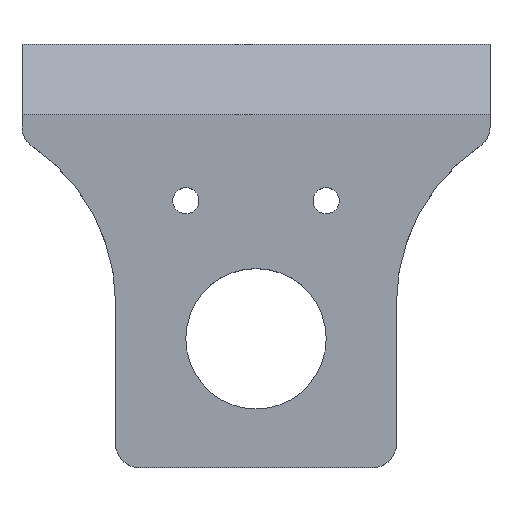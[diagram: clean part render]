
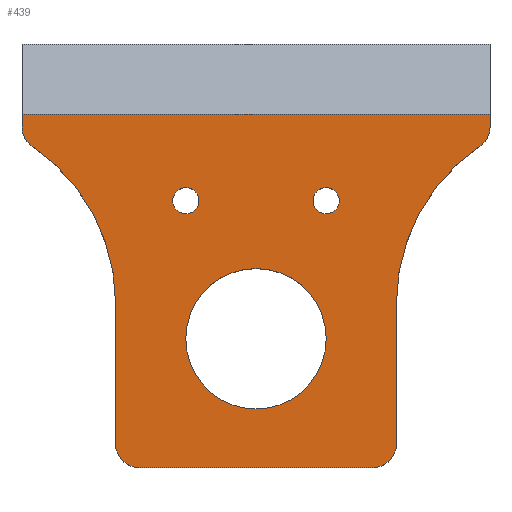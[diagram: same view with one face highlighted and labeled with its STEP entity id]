
A CAD part, top view. The second image highlights one B-rep face of the part: STEP entity #439.
In plain terms, the highlighted planar face has unit normal (0, 0, 1).
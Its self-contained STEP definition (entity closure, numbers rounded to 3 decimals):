
#90=CARTESIAN_POINT('',(0.,-5.266,-0.15));
#91=DIRECTION('',(0.,0.,1.));
#92=DIRECTION('',(0.,1.,0.));
#93=AXIS2_PLACEMENT_3D('',#90,#91,#92);
#95=CARTESIAN_POINT('',(0.,-5.266,-0.15));
#96=DIRECTION('',(0.,0.,1.));
#97=DIRECTION('',(0.,-1.,0.));
#98=AXIS2_PLACEMENT_3D('',#95,#96,#97);
#100=CARTESIAN_POINT('',(-1.5,-2.316,-0.15));
#101=DIRECTION('',(0.,0.,1.));
#102=DIRECTION('',(0.,1.,0.));
#103=AXIS2_PLACEMENT_3D('',#100,#101,#102);
#105=CARTESIAN_POINT('',(-1.5,-2.316,-0.15));
#106=DIRECTION('',(0.,0.,1.));
#107=DIRECTION('',(0.,-1.,0.));
#108=AXIS2_PLACEMENT_3D('',#105,#106,#107);
#110=CARTESIAN_POINT('',(1.5,-2.316,-0.15));
#111=DIRECTION('',(0.,0.,1.));
#112=DIRECTION('',(0.,1.,0.));
#113=AXIS2_PLACEMENT_3D('',#110,#111,#112);
#115=CARTESIAN_POINT('',(1.5,-2.316,-0.15));
#116=DIRECTION('',(0.,0.,1.));
#117=DIRECTION('',(0.,-1.,0.));
#118=AXIS2_PLACEMENT_3D('',#115,#116,#117);
#120=DIRECTION('',(-1.,0.,0.));
#121=VECTOR('',#120,10.);
#122=CARTESIAN_POINT('',(5.,-0.474,-0.15));
#123=LINE('',#122,#121);
#124=DIRECTION('',(0.,-1.,0.));
#125=VECTOR('',#124,0.267);
#126=CARTESIAN_POINT('',(5.,-0.474,-0.15));
#127=LINE('',#126,#125);
#128=CARTESIAN_POINT('',(4.5,-0.741,-0.15));
#129=DIRECTION('',(0.,0.,1.));
#130=DIRECTION('',(0.562,-0.827,0.));
#131=AXIS2_PLACEMENT_3D('',#128,#129,#130);
#133=CARTESIAN_POINT('',(7.063,-4.516,-0.15));
#134=DIRECTION('',(0.,0.,1.));
#135=DIRECTION('',(-0.562,0.827,0.));
#136=AXIS2_PLACEMENT_3D('',#133,#134,#135);
#138=DIRECTION('',(0.,-1.,0.));
#139=VECTOR('',#138,3.);
#140=CARTESIAN_POINT('',(3.,-4.516,-0.15));
#141=LINE('',#140,#139);
#142=CARTESIAN_POINT('',(2.5,-7.516,-0.15));
#143=DIRECTION('',(0.,0.,1.));
#144=DIRECTION('',(0.,-1.,0.));
#145=AXIS2_PLACEMENT_3D('',#142,#143,#144);
#147=DIRECTION('',(-1.,0.,0.));
#148=VECTOR('',#147,5.);
#149=CARTESIAN_POINT('',(2.5,-8.016,-0.15));
#150=LINE('',#149,#148);
#151=CARTESIAN_POINT('',(-2.5,-7.516,-0.15));
#152=DIRECTION('',(0.,0.,1.));
#153=DIRECTION('',(-1.,0.,0.));
#154=AXIS2_PLACEMENT_3D('',#151,#152,#153);
#156=DIRECTION('',(0.,1.,0.));
#157=VECTOR('',#156,3.);
#158=CARTESIAN_POINT('',(-3.,-7.516,-0.15));
#159=LINE('',#158,#157);
#160=CARTESIAN_POINT('',(-7.063,-4.516,-0.15));
#161=DIRECTION('',(0.,0.,1.));
#162=DIRECTION('',(1.,0.,0.));
#163=AXIS2_PLACEMENT_3D('',#160,#161,#162);
#165=CARTESIAN_POINT('',(-4.5,-0.741,-0.15));
#166=DIRECTION('',(0.,0.,1.));
#167=DIRECTION('',(-1.,0.,0.));
#168=AXIS2_PLACEMENT_3D('',#165,#166,#167);
#230=DIRECTION('',(0.,-1.,0.));
#231=VECTOR('',#230,0.267);
#232=CARTESIAN_POINT('',(-5.,-0.474,-0.15));
#233=LINE('',#232,#231);
#246=CARTESIAN_POINT('',(0.,-3.766,-0.15));
#247=CARTESIAN_POINT('',(0.,-6.766,-0.15));
#248=VERTEX_POINT('',#246);
#249=VERTEX_POINT('',#247);
#250=CARTESIAN_POINT('',(3.,-4.516,-0.15));
#252=VERTEX_POINT('',#250);
#254=CARTESIAN_POINT('',(-3.,-4.516,-0.15));
#256=VERTEX_POINT('',#254);
#266=CARTESIAN_POINT('',(-1.5,-2.037,-0.15));
#267=CARTESIAN_POINT('',(-1.5,-2.595,-0.15));
#268=VERTEX_POINT('',#266);
#269=VERTEX_POINT('',#267);
#270=CARTESIAN_POINT('',(1.5,-2.037,-0.15));
#271=CARTESIAN_POINT('',(1.5,-2.595,-0.15));
#272=VERTEX_POINT('',#270);
#273=VERTEX_POINT('',#271);
#274=CARTESIAN_POINT('',(2.5,-8.016,-0.15));
#275=CARTESIAN_POINT('',(3.,-7.516,-0.15));
#276=VERTEX_POINT('',#274);
#277=VERTEX_POINT('',#275);
#282=CARTESIAN_POINT('',(-3.,-7.516,-0.15));
#283=CARTESIAN_POINT('',(-2.5,-8.016,-0.15));
#284=VERTEX_POINT('',#282);
#285=VERTEX_POINT('',#283);
#294=CARTESIAN_POINT('',(4.781,-1.155,-0.15));
#295=VERTEX_POINT('',#294);
#296=CARTESIAN_POINT('',(5.,-0.741,-0.15));
#297=VERTEX_POINT('',#296);
#298=CARTESIAN_POINT('',(-5.,-0.741,-0.15));
#299=CARTESIAN_POINT('',(-4.781,-1.155,-0.15));
#300=VERTEX_POINT('',#298);
#301=VERTEX_POINT('',#299);
#310=CARTESIAN_POINT('',(5.,-0.474,-0.15));
#311=VERTEX_POINT('',#310);
#312=CARTESIAN_POINT('',(-5.,-0.474,-0.15));
#313=VERTEX_POINT('',#312);
#392=CARTESIAN_POINT('',(0.,0.,-0.15));
#393=DIRECTION('',(0.,0.,1.));
#394=DIRECTION('',(0.,1.,0.));
#395=AXIS2_PLACEMENT_3D('',#392,#393,#394);
#396=PLANE('',#395);
#398=ORIENTED_EDGE('',*,*,#397,.F.);
#400=ORIENTED_EDGE('',*,*,#399,.T.);
#402=ORIENTED_EDGE('',*,*,#401,.F.);
#404=ORIENTED_EDGE('',*,*,#403,.T.);
#406=ORIENTED_EDGE('',*,*,#405,.T.);
#408=ORIENTED_EDGE('',*,*,#407,.F.);
#410=ORIENTED_EDGE('',*,*,#409,.T.);
#412=ORIENTED_EDGE('',*,*,#411,.F.);
#414=ORIENTED_EDGE('',*,*,#413,.T.);
#416=ORIENTED_EDGE('',*,*,#415,.T.);
#418=ORIENTED_EDGE('',*,*,#417,.F.);
#420=ORIENTED_EDGE('',*,*,#419,.F.);
#421=EDGE_LOOP('',(#398,#400,#402,#404,#406,#408,#410,#412,#414,#416,#418,
#420));
#422=FACE_OUTER_BOUND('',#421,.F.);
#424=ORIENTED_EDGE('',*,*,#423,.T.);
#426=ORIENTED_EDGE('',*,*,#425,.T.);
#427=EDGE_LOOP('',(#424,#426));
#428=FACE_BOUND('',#427,.F.);
#430=ORIENTED_EDGE('',*,*,#429,.T.);
#432=ORIENTED_EDGE('',*,*,#431,.T.);
#433=EDGE_LOOP('',(#430,#432));
#434=FACE_BOUND('',#433,.F.);
#435=ORIENTED_EDGE('',*,*,#372,.T.);
#436=ORIENTED_EDGE('',*,*,#386,.T.);
#437=EDGE_LOOP('',(#435,#436));
#438=FACE_BOUND('',#437,.F.);
#439=ADVANCED_FACE('',(#422,#428,#434,#438),#396,.T.);
#94=CIRCLE('',#93,1.5);
#99=CIRCLE('',#98,1.5);
#104=CIRCLE('',#103,0.279);
#109=CIRCLE('',#108,0.279);
#114=CIRCLE('',#113,0.279);
#119=CIRCLE('',#118,0.279);
#132=CIRCLE('',#131,0.5);
#137=CIRCLE('',#136,4.063);
#146=CIRCLE('',#145,0.5);
#155=CIRCLE('',#154,0.5);
#164=CIRCLE('',#163,4.063);
#169=CIRCLE('',#168,0.5);
#372=EDGE_CURVE('',#248,#249,#94,.T.);
#386=EDGE_CURVE('',#249,#248,#99,.T.);
#397=EDGE_CURVE('',#311,#313,#123,.T.);
#399=EDGE_CURVE('',#311,#297,#127,.T.);
#401=EDGE_CURVE('',#295,#297,#132,.T.);
#403=EDGE_CURVE('',#295,#252,#137,.T.);
#405=EDGE_CURVE('',#252,#277,#141,.T.);
#407=EDGE_CURVE('',#276,#277,#146,.T.);
#409=EDGE_CURVE('',#276,#285,#150,.T.);
#411=EDGE_CURVE('',#284,#285,#155,.T.);
#413=EDGE_CURVE('',#284,#256,#159,.T.);
#415=EDGE_CURVE('',#256,#301,#164,.T.);
#417=EDGE_CURVE('',#300,#301,#169,.T.);
#419=EDGE_CURVE('',#313,#300,#233,.T.);
#423=EDGE_CURVE('',#268,#269,#104,.T.);
#425=EDGE_CURVE('',#269,#268,#109,.T.);
#429=EDGE_CURVE('',#272,#273,#114,.T.);
#431=EDGE_CURVE('',#273,#272,#119,.T.);
